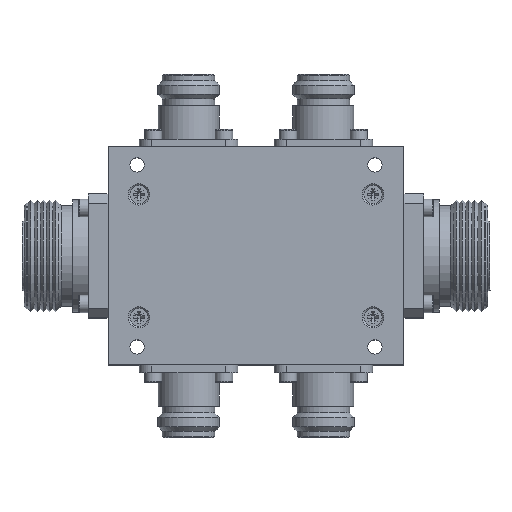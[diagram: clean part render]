
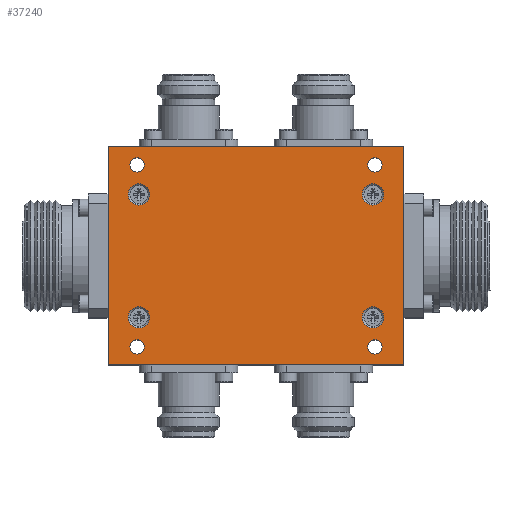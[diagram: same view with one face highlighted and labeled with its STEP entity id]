
A CAD part, top view. The second image highlights one B-rep face of the part: STEP entity #37240.
In plain terms, the highlighted planar face has unit normal (0, 0, 1).
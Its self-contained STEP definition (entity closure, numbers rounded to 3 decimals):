
#889=LINE('',#49420,#2937);
#890=LINE('',#49423,#2938);
#891=LINE('',#49425,#2939);
#892=LINE('',#49427,#2940);
#2937=VECTOR('',#41839,1000.);
#2938=VECTOR('',#41840,1000.);
#2939=VECTOR('',#41841,1000.);
#2940=VECTOR('',#41842,1000.);
#4985=PLANE('',#39058);
#5977=ORIENTED_EDGE('',*,*,#12773,.T.);
#5978=ORIENTED_EDGE('',*,*,#12774,.F.);
#5979=ORIENTED_EDGE('',*,*,#12775,.T.);
#5980=ORIENTED_EDGE('',*,*,#12776,.F.);
#5981=ORIENTED_EDGE('',*,*,#12772,.T.);
#5982=ORIENTED_EDGE('',*,*,#12777,.T.);
#5983=ORIENTED_EDGE('',*,*,#12770,.T.);
#5984=ORIENTED_EDGE('',*,*,#12768,.T.);
#5985=ORIENTED_EDGE('',*,*,#12778,.F.);
#5986=ORIENTED_EDGE('',*,*,#12779,.F.);
#5987=ORIENTED_EDGE('',*,*,#12780,.F.);
#5988=ORIENTED_EDGE('',*,*,#12781,.F.);
#12768=EDGE_CURVE('',#16166,#16166,#18762,.T.);
#12770=EDGE_CURVE('',#16168,#16168,#18764,.T.);
#12772=EDGE_CURVE('',#16170,#16170,#18766,.T.);
#12773=EDGE_CURVE('',#16171,#16172,#889,.T.);
#12774=EDGE_CURVE('',#16173,#16172,#890,.T.);
#12775=EDGE_CURVE('',#16173,#16174,#891,.T.);
#12776=EDGE_CURVE('',#16171,#16174,#892,.T.);
#12777=EDGE_CURVE('',#16175,#16175,#18767,.T.);
#12778=EDGE_CURVE('',#16176,#16176,#18768,.T.);
#12779=EDGE_CURVE('',#16177,#16177,#18769,.T.);
#12780=EDGE_CURVE('',#16178,#16178,#18770,.T.);
#12781=EDGE_CURVE('',#16179,#16179,#18771,.T.);
#16166=VERTEX_POINT('',#49408);
#16168=VERTEX_POINT('',#49413);
#16170=VERTEX_POINT('',#49418);
#16171=VERTEX_POINT('',#49421);
#16172=VERTEX_POINT('',#49422);
#16173=VERTEX_POINT('',#49424);
#16174=VERTEX_POINT('',#49426);
#16175=VERTEX_POINT('',#49429);
#16176=VERTEX_POINT('',#49431);
#16177=VERTEX_POINT('',#49433);
#16178=VERTEX_POINT('',#49435);
#16179=VERTEX_POINT('',#49437);
#18762=CIRCLE('',#39051,2.75);
#18764=CIRCLE('',#39054,2.75);
#18766=CIRCLE('',#39057,2.75);
#18767=CIRCLE('',#39059,2.75);
#18768=CIRCLE('',#39060,1.85);
#18769=CIRCLE('',#39061,1.85);
#18770=CIRCLE('',#39062,1.85);
#18771=CIRCLE('',#39063,1.85);
#19813=EDGE_LOOP('',(#5977,#5978,#5979,#5980));
#19814=EDGE_LOOP('',(#5981));
#19815=EDGE_LOOP('',(#5982));
#19816=EDGE_LOOP('',(#5983));
#19817=EDGE_LOOP('',(#5984));
#19818=EDGE_LOOP('',(#5985));
#19819=EDGE_LOOP('',(#5986));
#19820=EDGE_LOOP('',(#5987));
#19821=EDGE_LOOP('',(#5988));
#22305=FACE_BOUND('',#19813,.T.);
#22306=FACE_BOUND('',#19814,.T.);
#22307=FACE_BOUND('',#19815,.T.);
#22308=FACE_BOUND('',#19816,.T.);
#22309=FACE_BOUND('',#19817,.T.);
#22310=FACE_BOUND('',#19818,.T.);
#22311=FACE_BOUND('',#19819,.T.);
#22312=FACE_BOUND('',#19820,.T.);
#22313=FACE_BOUND('',#19821,.T.);
#37240=ADVANCED_FACE('',(#22305,#22306,#22307,#22308,#22309,#22310,#22311,
#22312,#22313),#4985,.T.);
#39051=AXIS2_PLACEMENT_3D('',#49407,#41823,#41824);
#39054=AXIS2_PLACEMENT_3D('',#49412,#41829,#41830);
#39057=AXIS2_PLACEMENT_3D('',#49417,#41835,#41836);
#39058=AXIS2_PLACEMENT_3D('',#49419,#41837,#41838);
#39059=AXIS2_PLACEMENT_3D('',#49428,#41843,#41844);
#39060=AXIS2_PLACEMENT_3D('',#49430,#41845,#41846);
#39061=AXIS2_PLACEMENT_3D('',#49432,#41847,#41848);
#39062=AXIS2_PLACEMENT_3D('',#49434,#41849,#41850);
#39063=AXIS2_PLACEMENT_3D('',#49436,#41851,#41852);
#41823=DIRECTION('',(0.,0.,-1.));
#41824=DIRECTION('',(0.,-1.,0.));
#41829=DIRECTION('',(0.,0.,-1.));
#41830=DIRECTION('',(0.,-1.,0.));
#41835=DIRECTION('',(0.,0.,-1.));
#41836=DIRECTION('',(0.,-1.,0.));
#41837=DIRECTION('',(0.,0.,1.));
#41838=DIRECTION('',(-1.,0.,0.));
#41839=DIRECTION('',(0.,1.,0.));
#41840=DIRECTION('',(1.,0.,0.));
#41841=DIRECTION('',(0.,-1.,0.));
#41842=DIRECTION('',(-1.,0.,0.));
#41843=DIRECTION('',(0.,0.,-1.));
#41844=DIRECTION('',(0.,-1.,0.));
#41845=DIRECTION('',(0.,0.,1.));
#41846=DIRECTION('',(-1.,0.,0.));
#41847=DIRECTION('',(0.,0.,1.));
#41848=DIRECTION('',(-1.,0.,0.));
#41849=DIRECTION('',(0.,0.,1.));
#41850=DIRECTION('',(1.,0.,0.));
#41851=DIRECTION('',(0.,0.,1.));
#41852=DIRECTION('',(1.,0.,0.));
#49407=CARTESIAN_POINT('',(-30.204,-15.85,11.));
#49408=CARTESIAN_POINT('',(-30.204,-18.6,11.));
#49412=CARTESIAN_POINT('',(30.2,-15.85,11.));
#49413=CARTESIAN_POINT('',(30.2,-18.6,11.));
#49417=CARTESIAN_POINT('',(-30.204,15.85,11.));
#49418=CARTESIAN_POINT('',(-30.204,13.1,11.));
#49419=CARTESIAN_POINT('',(0.,0.,11.));
#49420=CARTESIAN_POINT('',(38.2,-18.85,11.));
#49421=CARTESIAN_POINT('',(38.2,-28.15,11.));
#49422=CARTESIAN_POINT('',(38.2,28.15,11.));
#49423=CARTESIAN_POINT('',(-38.2,28.15,11.));
#49424=CARTESIAN_POINT('',(-38.2,28.15,11.));
#49425=CARTESIAN_POINT('',(-38.2,18.85,11.));
#49426=CARTESIAN_POINT('',(-38.2,-28.15,11.));
#49427=CARTESIAN_POINT('',(38.2,-28.15,11.));
#49428=CARTESIAN_POINT('',(30.2,15.85,11.));
#49429=CARTESIAN_POINT('',(30.2,13.1,11.));
#49430=CARTESIAN_POINT('',(-30.7,23.5,11.));
#49431=CARTESIAN_POINT('',(-32.55,23.5,11.));
#49432=CARTESIAN_POINT('',(30.7,23.5,11.));
#49433=CARTESIAN_POINT('',(28.85,23.5,11.));
#49434=CARTESIAN_POINT('',(30.7,-23.5,11.));
#49435=CARTESIAN_POINT('',(32.55,-23.5,11.));
#49436=CARTESIAN_POINT('',(-30.7,-23.5,11.));
#49437=CARTESIAN_POINT('',(-28.85,-23.5,11.));
